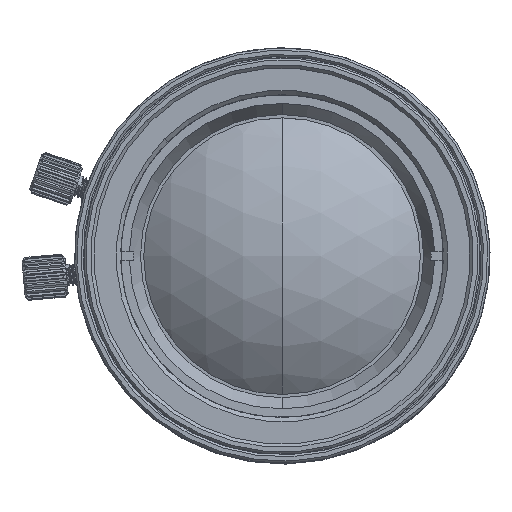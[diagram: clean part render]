
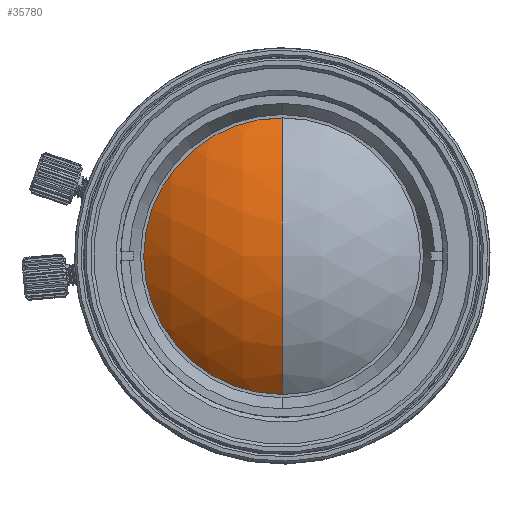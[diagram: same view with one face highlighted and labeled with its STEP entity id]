
A CAD part, top view. The second image highlights one B-rep face of the part: STEP entity #35780.
In plain terms, the highlighted spherical face has radius 19.638 mm.
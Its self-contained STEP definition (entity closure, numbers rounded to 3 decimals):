
#163 = CIRCLE ( 'NONE', #5902, 13.2 ) ;
#1274 = EDGE_CURVE ( 'NONE', #9699, #5376, #39865, .T. ) ;
#2877 = EDGE_CURVE ( 'NONE', #5376, #4516, #163, .T. ) ;
#4516 = VERTEX_POINT ( 'NONE', #32126 ) ;
#5376 = VERTEX_POINT ( 'NONE', #8141 ) ;
#5902 = AXIS2_PLACEMENT_3D ( 'NONE', #8190, #35463, #42649 ) ;
#6523 = DIRECTION ( 'NONE',  ( 1., 0., 0. ) ) ;
#8141 = CARTESIAN_POINT ( 'NONE',  ( 0., -13.2, 40.306 ) ) ;
#8190 = CARTESIAN_POINT ( 'NONE',  ( 0., 0., 40.306 ) ) ;
#9699 = VERTEX_POINT ( 'NONE', #19659 ) ;
#17651 = DIRECTION ( 'NONE',  ( -1., 0., 0. ) ) ;
#18100 = ORIENTED_EDGE ( 'NONE', *, *, #30336, .T. ) ;
#18474 = CARTESIAN_POINT ( 'NONE',  ( 0., 0., 25.766 ) ) ;
#19659 = CARTESIAN_POINT ( 'NONE',  ( 0., 0., 45.404 ) ) ;
#20421 = AXIS2_PLACEMENT_3D ( 'NONE', #27031, #6523, #30867 ) ;
#21649 = DIRECTION ( 'NONE',  ( -1., 0., 0. ) ) ;
#22580 = ORIENTED_EDGE ( 'NONE', *, *, #2877, .F. ) ;
#25527 = DIRECTION ( 'NONE',  ( 0., -1., 0. ) ) ;
#26443 = CIRCLE ( 'NONE', #34264, 19.638 ) ;
#27031 = CARTESIAN_POINT ( 'NONE',  ( 0., 0., 25.766 ) ) ;
#30195 = AXIS2_PLACEMENT_3D ( 'NONE', #35468, #17651, #25527 ) ;
#30336 = EDGE_CURVE ( 'NONE', #9699, #4516, #26443, .T. ) ;
#30867 = DIRECTION ( 'NONE',  ( 0., 0., -1. ) ) ;
#31861 = SPHERICAL_SURFACE ( 'NONE', #30195, 19.638 ) ;
#32024 = DIRECTION ( 'NONE',  ( 0., -1., 0. ) ) ;
#32126 = CARTESIAN_POINT ( 'NONE',  ( 0., 13.2, 40.306 ) ) ;
#33218 = EDGE_LOOP ( 'NONE', ( #42237, #18100, #22580 ) ) ;
#34264 = AXIS2_PLACEMENT_3D ( 'NONE', #18474, #21649, #32024 ) ;
#35025 = FACE_OUTER_BOUND ( 'NONE', #33218, .T. ) ;
#35463 = DIRECTION ( 'NONE',  ( 0., 0., -1. ) ) ;
#35468 = CARTESIAN_POINT ( 'NONE',  ( 0., 0., 25.766 ) ) ;
#35780 = ADVANCED_FACE ( 'NONE', ( #35025 ), #31861, .T. ) ;
#39865 = CIRCLE ( 'NONE', #20421, 19.638 ) ;
#42237 = ORIENTED_EDGE ( 'NONE', *, *, #1274, .F. ) ;
#42649 = DIRECTION ( 'NONE',  ( 0., 1., 0. ) ) ;
